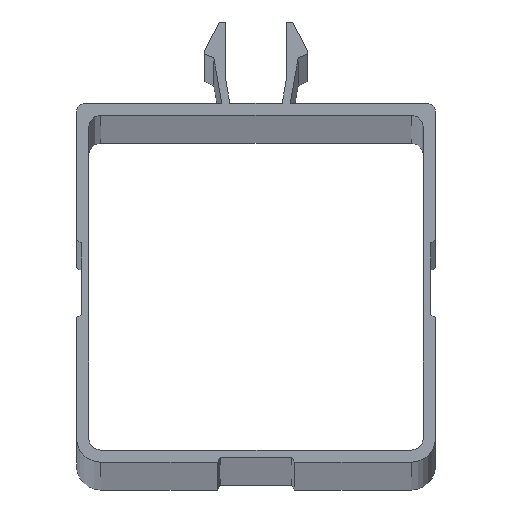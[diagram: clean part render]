
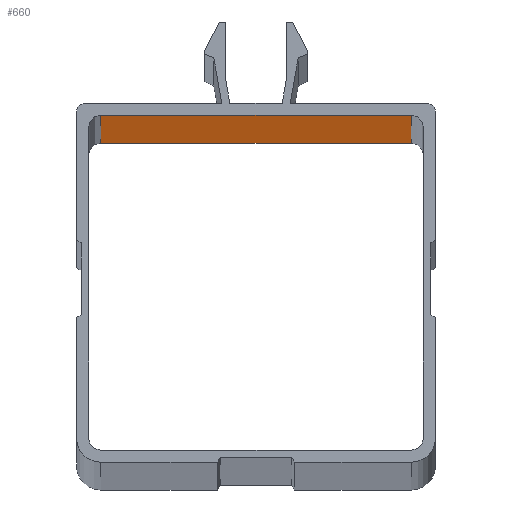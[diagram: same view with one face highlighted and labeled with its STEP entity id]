
A CAD part, top view. The second image highlights one B-rep face of the part: STEP entity #660.
In plain terms, the highlighted planar face has unit normal (0, -1, 0).
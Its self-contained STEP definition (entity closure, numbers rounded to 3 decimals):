
#5 = DIRECTION ( 'NONE',  ( 0., -1., 0. ) ) ;
#108 = DIRECTION ( 'NONE',  ( 0., 0., 1. ) ) ;
#163 = DIRECTION ( 'NONE',  ( 0., 0., -1. ) ) ;
#234 = CARTESIAN_POINT ( 'NONE',  ( 0., 21., 2000. ) ) ;
#236 = CARTESIAN_POINT ( 'NONE',  ( -19.5, 21., 0. ) ) ;
#250 = EDGE_CURVE ( 'NONE', #413, #915, #344, .T. ) ;
#297 = VECTOR ( 'NONE', #163, 1000. ) ;
#344 = LINE ( 'NONE', #897, #627 ) ;
#369 = VERTEX_POINT ( 'NONE', #1425 ) ;
#406 = EDGE_CURVE ( 'NONE', #915, #369, #1169, .T. ) ;
#413 = VERTEX_POINT ( 'NONE', #236 ) ;
#469 = VERTEX_POINT ( 'NONE', #1326 ) ;
#502 = DIRECTION ( 'NONE',  ( 1., 0., 0. ) ) ;
#551 = CARTESIAN_POINT ( 'NONE',  ( 19.5, 21., 0. ) ) ;
#605 = DIRECTION ( 'NONE',  ( 1., 0., 0. ) ) ;
#627 = VECTOR ( 'NONE', #1028, 1000. ) ;
#660 = ADVANCED_FACE ( 'NONE', ( #1318 ), #1222, .T. ) ;
#755 = CARTESIAN_POINT ( 'NONE',  ( 0., 21., 0. ) ) ;
#815 = EDGE_CURVE ( 'NONE', #469, #413, #1399, .T. ) ;
#854 = VECTOR ( 'NONE', #108, 1000. ) ;
#897 = CARTESIAN_POINT ( 'NONE',  ( 0., 21., 0. ) ) ;
#905 = VECTOR ( 'NONE', #605, 1000. ) ;
#915 = VERTEX_POINT ( 'NONE', #551 ) ;
#998 = ORIENTED_EDGE ( 'NONE', *, *, #815, .T. ) ;
#1028 = DIRECTION ( 'NONE',  ( 1., 0., 0. ) ) ;
#1067 = CARTESIAN_POINT ( 'NONE',  ( 19.5, 21., 0. ) ) ;
#1119 = EDGE_CURVE ( 'NONE', #469, #369, #1337, .T. ) ;
#1127 = CARTESIAN_POINT ( 'NONE',  ( -19.5, 21., 0. ) ) ;
#1169 = LINE ( 'NONE', #1067, #854 ) ;
#1196 = EDGE_LOOP ( 'NONE', ( #1507, #1485, #1466, #998 ) ) ;
#1222 = PLANE ( 'NONE',  #1527 ) ;
#1318 = FACE_OUTER_BOUND ( 'NONE', #1196, .T. ) ;
#1326 = CARTESIAN_POINT ( 'NONE',  ( -19.5, 21., 2000. ) ) ;
#1337 = LINE ( 'NONE', #234, #905 ) ;
#1399 = LINE ( 'NONE', #1127, #297 ) ;
#1425 = CARTESIAN_POINT ( 'NONE',  ( 19.5, 21., 2000. ) ) ;
#1466 = ORIENTED_EDGE ( 'NONE', *, *, #1119, .F. ) ;
#1485 = ORIENTED_EDGE ( 'NONE', *, *, #406, .T. ) ;
#1507 = ORIENTED_EDGE ( 'NONE', *, *, #250, .T. ) ;
#1527 = AXIS2_PLACEMENT_3D ( 'NONE', #755, #5, #502 ) ;
